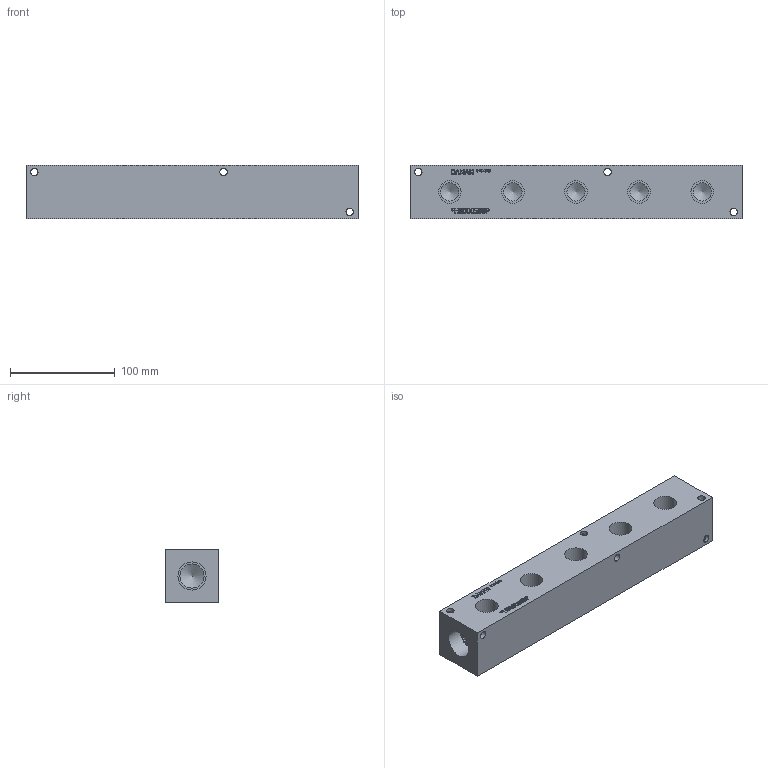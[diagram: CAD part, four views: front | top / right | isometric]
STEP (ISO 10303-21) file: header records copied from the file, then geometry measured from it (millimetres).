
FILE_DESCRIPTION(/* description */ (''),/* implementation_level */ '2;1');
FILE_NAME(/* name */ '_H0000508P.stp',/* time_stamp */ '2020-08-17T11:21:45-04:00',/* author */ ('alexanderw'),/* organization */ (''),/* preprocessor_version */ 'ST-DEVELOPER v17',/* originating_system */ 'Autodesk Inventor 2019',/* authorisation */ '');
FILE_SCHEMA (('AUTOMOTIVE_DESIGN { 1 0 10303 214 3 1 1 }'));
Length unit declared in the file: millimetre
Products named in the file (1): Part_+H0000508P_3D
Bounding box: 317.5 x 50.8 x 50.8 mm (x, y, z)
Volume: 756574.5 mm3; surface area: 84295.6 mm2
Topology: 1 solids, 1 shells, 354 faces, 965 edges, 644 vertices
Faces by surface type: plane 213, bspline 108, cylinder 26, cone 7
Full cylindrical faces by diameter (mm): 7.137 x12, 17.475 x5, 21.59 x5, 23.012 x2, 26.924 x2
Entity records: 12010 total; most frequent: CARTESIAN_POINT 3361, ORIENTED_EDGE 1916, DIRECTION 1315, EDGE_CURVE 958, LINE 663, VECTOR 663, VERTEX_POINT 644, EDGE_LOOP 410
